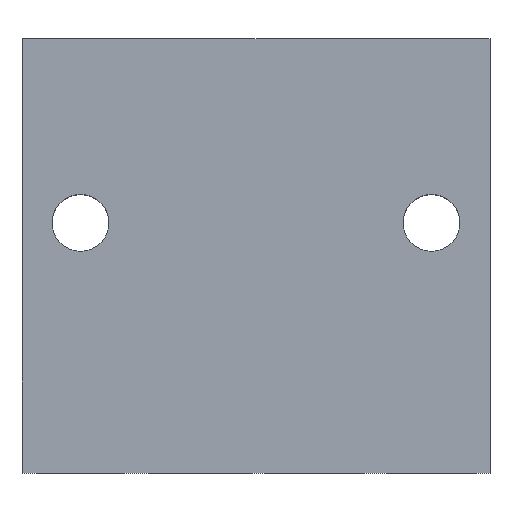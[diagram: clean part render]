
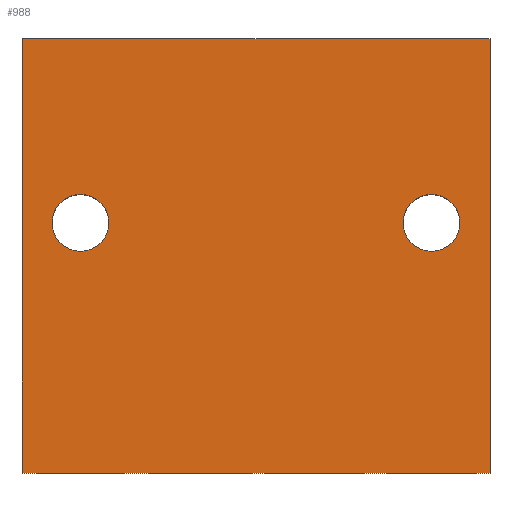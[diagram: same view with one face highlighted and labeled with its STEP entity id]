
A CAD part, top view. The second image highlights one B-rep face of the part: STEP entity #988.
In plain terms, the highlighted planar face has unit normal (0, 0, 1).
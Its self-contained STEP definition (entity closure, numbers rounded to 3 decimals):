
#934=AXIS2_PLACEMENT_3D('Plane Axis2P3D',#931,#932,#933) ;
#954=AXIS2_PLACEMENT_3D('Circle Axis2P3D',#952,#953,$) ;
#963=AXIS2_PLACEMENT_3D('Circle Axis2P3D',#961,#962,$) ;
#972=AXIS2_PLACEMENT_3D('Circle Axis2P3D',#970,#971,$) ;
#981=AXIS2_PLACEMENT_3D('Circle Axis2P3D',#979,#980,$) ;
#84=CARTESIAN_POINT('Vertex',(0.,28.3,14.9)) ;
#87=CARTESIAN_POINT('Line Origine',(15.24,28.3,14.9)) ;
#91=CARTESIAN_POINT('Vertex',(30.48,28.3,14.9)) ;
#411=CARTESIAN_POINT('Vertex',(30.48,0.,14.9)) ;
#414=CARTESIAN_POINT('Line Origine',(15.24,0.,14.9)) ;
#418=CARTESIAN_POINT('Vertex',(0.,0.,14.9)) ;
#931=CARTESIAN_POINT('Axis2P3D Location',(7.62,28.3,14.9)) ;
#936=CARTESIAN_POINT('Line Origine',(30.48,14.15,14.9)) ;
#941=CARTESIAN_POINT('Line Origine',(0.,14.15,14.9)) ;
#952=CARTESIAN_POINT('Axis2P3D Location',(26.67,16.3,14.9)) ;
#956=CARTESIAN_POINT('Vertex',(24.82,16.3,14.9)) ;
#958=CARTESIAN_POINT('Vertex',(28.52,16.3,14.9)) ;
#961=CARTESIAN_POINT('Axis2P3D Location',(26.67,16.3,14.9)) ;
#970=CARTESIAN_POINT('Axis2P3D Location',(3.81,16.3,14.9)) ;
#974=CARTESIAN_POINT('Vertex',(5.66,16.3,14.9)) ;
#976=CARTESIAN_POINT('Vertex',(1.96,16.3,14.9)) ;
#979=CARTESIAN_POINT('Axis2P3D Location',(3.81,16.3,14.9)) ;
#88=DIRECTION('Vector Direction',(-1.,0.,0.)) ;
#415=DIRECTION('Vector Direction',(-1.,0.,0.)) ;
#932=DIRECTION('Axis2P3D Direction',(-0.,0.,1.)) ;
#933=DIRECTION('Axis2P3D XDirection',(0.,-1.,0.)) ;
#937=DIRECTION('Vector Direction',(0.,1.,0.)) ;
#942=DIRECTION('Vector Direction',(0.,1.,0.)) ;
#953=DIRECTION('Axis2P3D Direction',(-0.,0.,1.)) ;
#962=DIRECTION('Axis2P3D Direction',(-0.,0.,1.)) ;
#971=DIRECTION('Axis2P3D Direction',(-0.,0.,1.)) ;
#980=DIRECTION('Axis2P3D Direction',(-0.,0.,1.)) ;
#89=VECTOR('Line Direction',#88,1.) ;
#416=VECTOR('Line Direction',#415,1.) ;
#938=VECTOR('Line Direction',#937,1.) ;
#943=VECTOR('Line Direction',#942,1.) ;
#947=ORIENTED_EDGE('',*,*,#940,.T.) ;
#948=ORIENTED_EDGE('',*,*,#93,.F.) ;
#949=ORIENTED_EDGE('',*,*,#945,.F.) ;
#950=ORIENTED_EDGE('',*,*,#420,.F.) ;
#967=ORIENTED_EDGE('',*,*,#960,.F.) ;
#968=ORIENTED_EDGE('',*,*,#965,.F.) ;
#985=ORIENTED_EDGE('',*,*,#978,.T.) ;
#986=ORIENTED_EDGE('',*,*,#983,.T.) ;
#969=FACE_BOUND('',#966,.T.) ;
#987=FACE_BOUND('',#984,.T.) ;
#988=ADVANCED_FACE('HOUSING',(#951,#969,#987),#935,.T.) ;
#955=CIRCLE('generated circle',#954,1.85) ;
#964=CIRCLE('generated circle',#963,1.85) ;
#973=CIRCLE('generated circle',#972,1.85) ;
#982=CIRCLE('generated circle',#981,1.85) ;
#93=EDGE_CURVE('',#85,#92,#90,.F.) ;
#420=EDGE_CURVE('',#412,#419,#417,.T.) ;
#940=EDGE_CURVE('',#412,#92,#939,.T.) ;
#945=EDGE_CURVE('',#419,#85,#944,.T.) ;
#960=EDGE_CURVE('',#957,#959,#955,.T.) ;
#965=EDGE_CURVE('',#959,#957,#964,.T.) ;
#978=EDGE_CURVE('',#975,#977,#973,.F.) ;
#983=EDGE_CURVE('',#977,#975,#982,.F.) ;
#946=EDGE_LOOP('',(#947,#948,#949,#950)) ;
#966=EDGE_LOOP('',(#967,#968)) ;
#984=EDGE_LOOP('',(#985,#986)) ;
#951=FACE_OUTER_BOUND('',#946,.T.) ;
#90=LINE('Line',#87,#89) ;
#417=LINE('Line',#414,#416) ;
#939=LINE('Line',#936,#938) ;
#944=LINE('Line',#941,#943) ;
#935=PLANE('',#934) ;
#85=VERTEX_POINT('',#84) ;
#92=VERTEX_POINT('',#91) ;
#412=VERTEX_POINT('',#411) ;
#419=VERTEX_POINT('',#418) ;
#957=VERTEX_POINT('',#956) ;
#959=VERTEX_POINT('',#958) ;
#975=VERTEX_POINT('',#974) ;
#977=VERTEX_POINT('',#976) ;
